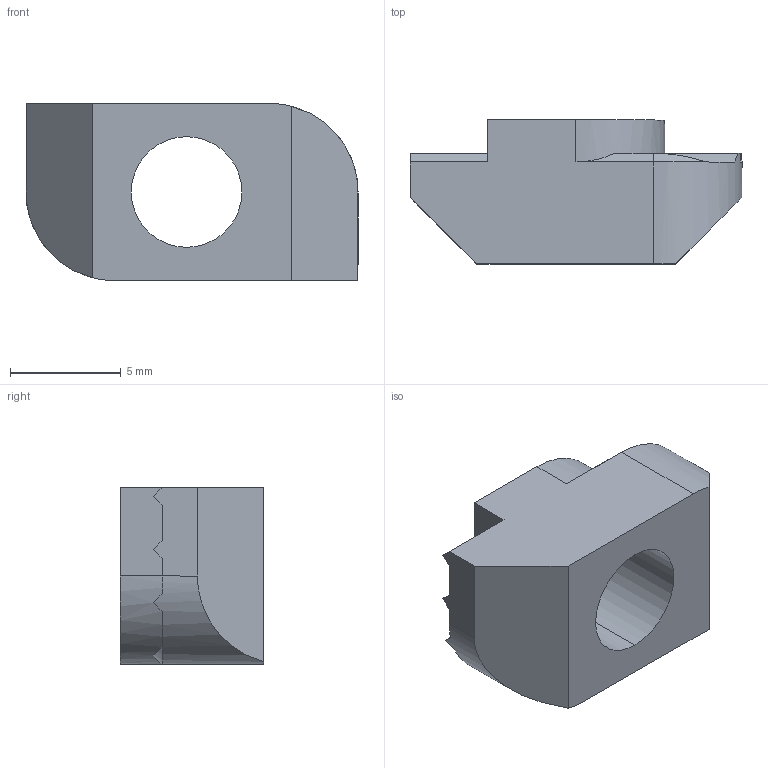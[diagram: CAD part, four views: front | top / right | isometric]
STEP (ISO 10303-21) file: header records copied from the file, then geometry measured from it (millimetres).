
FILE_DESCRIPTION (( 'STEP AP214' ), '1' );
FILE_NAME ('3.03.T.SP6.STEP', '2025-06-14T18:35:09', ( '' ), ( '' ), 'SwSTEP 2.0', 'SolidWorks 2023', '' );
FILE_SCHEMA (( 'AUTOMOTIVE_DESIGN' ));
Length unit declared in the file: millimetre
Products named in the file (1): 3.03.T.SP6
Bounding box: 15 x 6.5 x 8 mm (x, y, z)
Volume: 448.5 mm3; surface area: 512.1 mm2
Topology: 1 solids, 1 shells, 41 faces, 113 edges, 74 vertices
Faces by surface type: plane 33, cylinder 6, cone 2
Entity records: 1332 total; most frequent: CARTESIAN_POINT 279, ORIENTED_EDGE 226, DIRECTION 203, EDGE_CURVE 113, VECTOR 79, LINE 79, VERTEX_POINT 74, AXIS2_PLACEMENT_3D 62
